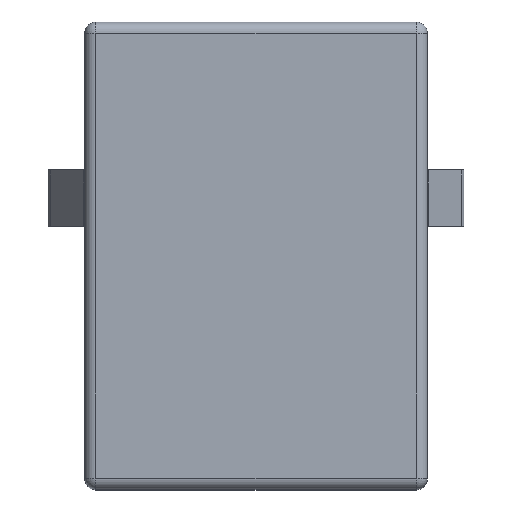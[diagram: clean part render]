
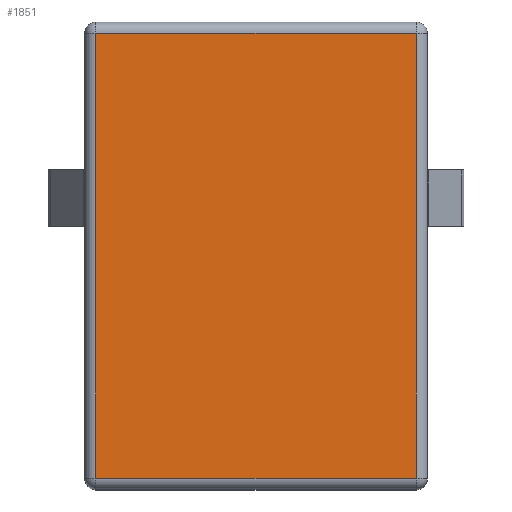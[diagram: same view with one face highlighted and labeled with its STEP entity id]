
A CAD part, top view. The second image highlights one B-rep face of the part: STEP entity #1851.
In plain terms, the highlighted planar face has unit normal (0, 0, 1).
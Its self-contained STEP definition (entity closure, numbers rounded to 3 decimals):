
#59=PLANE('',#2003);
#152=LINE('',#2718,#362);
#156=LINE('',#2731,#366);
#158=LINE('',#2734,#368);
#162=LINE('',#2740,#372);
#362=VECTOR('',#2178,10.);
#366=VECTOR('',#2194,10.);
#368=VECTOR('',#2198,10.);
#372=VECTOR('',#2206,10.);
#611=FACE_OUTER_BOUND('',#722,.T.);
#722=EDGE_LOOP('',(#1374,#1375,#1376,#1377));
#861=VERTEX_POINT('',#2677);
#868=VERTEX_POINT('',#2693);
#875=VERTEX_POINT('',#2709);
#878=VERTEX_POINT('',#2722);
#1051=EDGE_CURVE('',#861,#875,#152,.T.);
#1058=EDGE_CURVE('',#875,#878,#156,.T.);
#1060=EDGE_CURVE('',#878,#868,#158,.T.);
#1064=EDGE_CURVE('',#868,#861,#162,.T.);
#1374=ORIENTED_EDGE('',*,*,#1051,.F.);
#1375=ORIENTED_EDGE('',*,*,#1064,.F.);
#1376=ORIENTED_EDGE('',*,*,#1060,.F.);
#1377=ORIENTED_EDGE('',*,*,#1058,.F.);
#1851=ADVANCED_FACE('',(#611),#59,.T.);
#2003=AXIS2_PLACEMENT_3D('',#2773,#2237,#2238);
#2178=DIRECTION('',(1.,0.,0.));
#2194=DIRECTION('',(0.,-1.,0.));
#2198=DIRECTION('',(-1.,0.,0.));
#2206=DIRECTION('',(0.,1.,0.));
#2237=DIRECTION('center_axis',(0.,0.,1.));
#2238=DIRECTION('ref_axis',(1.,0.,0.));
#2677=CARTESIAN_POINT('',(-5.65,5.8,10.6));
#2693=CARTESIAN_POINT('',(-5.65,-9.9,10.6));
#2709=CARTESIAN_POINT('',(5.65,5.8,10.6));
#2718=CARTESIAN_POINT('',(3.025,5.8,10.6));
#2722=CARTESIAN_POINT('',(5.65,-9.9,10.6));
#2731=CARTESIAN_POINT('',(5.65,-6.175,10.6));
#2734=CARTESIAN_POINT('',(-3.025,-9.9,10.6));
#2740=CARTESIAN_POINT('',(-5.65,2.075,10.6));
#2773=CARTESIAN_POINT('Origin',(0.,-2.05,10.6));
